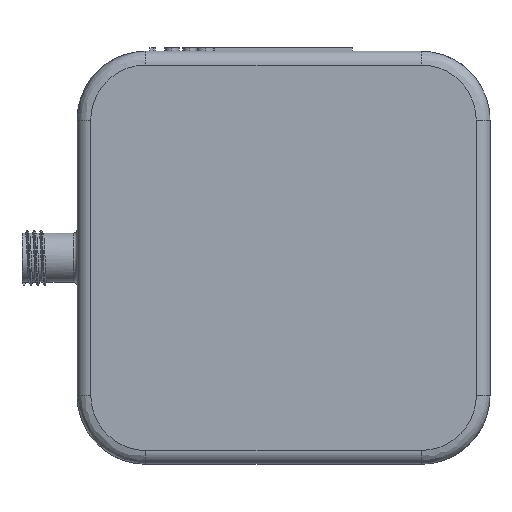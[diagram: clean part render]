
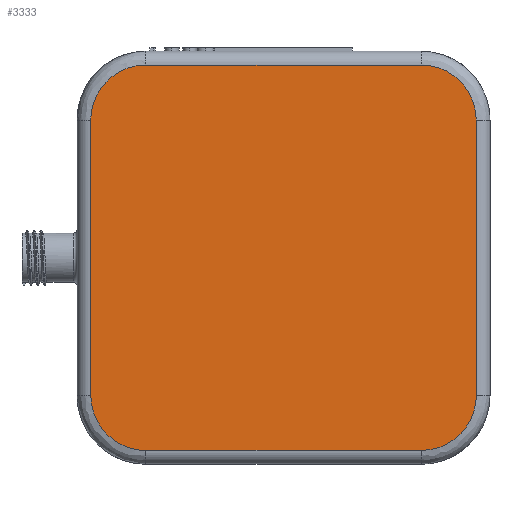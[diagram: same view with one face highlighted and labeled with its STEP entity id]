
A CAD part, front view. The second image highlights one B-rep face of the part: STEP entity #3333.
In plain terms, the highlighted free-form (B-spline) face has degree [1, 1] with [2, 2] control points.
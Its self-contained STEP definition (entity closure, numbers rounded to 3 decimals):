
#3302 = VERTEX_POINT('',#3303);
#3303 = CARTESIAN_POINT('',(514.154,670.55,
    1058.527));
#3309 = EDGE_CURVE('',#3310,#3302,#3312,.T.);
#3310 = VERTEX_POINT('',#3311);
#3311 = CARTESIAN_POINT('',(507.508,670.55,
    1065.173));
#3312 = ( BOUNDED_CURVE() B_SPLINE_CURVE(2,(#3313,#3314,#3315),
.UNSPECIFIED.,.F.,.F.) B_SPLINE_CURVE_WITH_KNOTS((3,3),(4.712,
6.283),.PIECEWISE_BEZIER_KNOTS.) CURVE() 
GEOMETRIC_REPRESENTATION_ITEM() RATIONAL_B_SPLINE_CURVE((1.,
0.707,1.)) REPRESENTATION_ITEM('') );
#3313 = CARTESIAN_POINT('',(507.508,670.55,
    1065.173));
#3314 = CARTESIAN_POINT('',(507.508,670.55,
    1058.527));
#3315 = CARTESIAN_POINT('',(514.154,670.55,
    1058.527));
#3333 = ADVANCED_FACE('',(#3334),#3387,.T.);
#3334 = FACE_BOUND('',#3335,.T.);
#3335 = EDGE_LOOP('',(#3336,#3345,#3353,#3360,#3368,#3373,#3374,#3381));
#3336 = ORIENTED_EDGE('',*,*,#3337,.T.);
#3337 = EDGE_CURVE('',#3338,#3340,#3342,.T.);
#3338 = VERTEX_POINT('',#3339);
#3339 = CARTESIAN_POINT('',(554.029,670.55,
    1065.173));
#3340 = VERTEX_POINT('',#3341);
#3341 = CARTESIAN_POINT('',(554.029,670.55,
    1098.402));
#3342 = B_SPLINE_CURVE_WITH_KNOTS('',1,(#3343,#3344),.UNSPECIFIED.,.F.,
  .F.,(2,2),(-40.,0.),.PIECEWISE_BEZIER_KNOTS.);
#3343 = CARTESIAN_POINT('',(554.029,670.55,
    1065.173));
#3344 = CARTESIAN_POINT('',(554.029,670.55,
    1098.402));
#3345 = ORIENTED_EDGE('',*,*,#3346,.T.);
#3346 = EDGE_CURVE('',#3340,#3347,#3349,.T.);
#3347 = VERTEX_POINT('',#3348);
#3348 = CARTESIAN_POINT('',(547.383,670.55,
    1105.048));
#3349 = ( BOUNDED_CURVE() B_SPLINE_CURVE(2,(#3350,#3351,#3352),
.UNSPECIFIED.,.F.,.F.) B_SPLINE_CURVE_WITH_KNOTS((3,3),(1.571,
3.142),.PIECEWISE_BEZIER_KNOTS.) CURVE() 
GEOMETRIC_REPRESENTATION_ITEM() RATIONAL_B_SPLINE_CURVE((1.,
0.707,1.)) REPRESENTATION_ITEM('') );
#3350 = CARTESIAN_POINT('',(554.029,670.55,
    1098.402));
#3351 = CARTESIAN_POINT('',(554.029,670.55,
    1105.048));
#3352 = CARTESIAN_POINT('',(547.383,670.55,
    1105.048));
#3353 = ORIENTED_EDGE('',*,*,#3354,.T.);
#3354 = EDGE_CURVE('',#3347,#3355,#3357,.T.);
#3355 = VERTEX_POINT('',#3356);
#3356 = CARTESIAN_POINT('',(514.154,670.55,
    1105.048));
#3357 = B_SPLINE_CURVE_WITH_KNOTS('',1,(#3358,#3359),.UNSPECIFIED.,.F.,
  .F.,(2,2),(-40.,-0.),.PIECEWISE_BEZIER_KNOTS.);
#3358 = CARTESIAN_POINT('',(547.383,670.55,
    1105.048));
#3359 = CARTESIAN_POINT('',(514.154,670.55,
    1105.048));
#3360 = ORIENTED_EDGE('',*,*,#3361,.T.);
#3361 = EDGE_CURVE('',#3355,#3362,#3364,.T.);
#3362 = VERTEX_POINT('',#3363);
#3363 = CARTESIAN_POINT('',(507.508,670.55,
    1098.402));
#3364 = ( BOUNDED_CURVE() B_SPLINE_CURVE(2,(#3365,#3366,#3367),
.UNSPECIFIED.,.F.,.F.) B_SPLINE_CURVE_WITH_KNOTS((3,3),(3.142,
4.712),.PIECEWISE_BEZIER_KNOTS.) CURVE() 
GEOMETRIC_REPRESENTATION_ITEM() RATIONAL_B_SPLINE_CURVE((1.,
0.707,1.)) REPRESENTATION_ITEM('') );
#3365 = CARTESIAN_POINT('',(514.154,670.55,
    1105.048));
#3366 = CARTESIAN_POINT('',(507.508,670.55,
    1105.048));
#3367 = CARTESIAN_POINT('',(507.508,670.55,
    1098.402));
#3368 = ORIENTED_EDGE('',*,*,#3369,.T.);
#3369 = EDGE_CURVE('',#3362,#3310,#3370,.T.);
#3370 = B_SPLINE_CURVE_WITH_KNOTS('',1,(#3371,#3372),.UNSPECIFIED.,.F.,
  .F.,(2,2),(-40.,-0.),.PIECEWISE_BEZIER_KNOTS.);
#3371 = CARTESIAN_POINT('',(507.508,670.55,
    1098.402));
#3372 = CARTESIAN_POINT('',(507.508,670.55,
    1065.173));
#3373 = ORIENTED_EDGE('',*,*,#3309,.T.);
#3374 = ORIENTED_EDGE('',*,*,#3375,.T.);
#3375 = EDGE_CURVE('',#3302,#3376,#3378,.T.);
#3376 = VERTEX_POINT('',#3377);
#3377 = CARTESIAN_POINT('',(547.383,670.55,
    1058.527));
#3378 = B_SPLINE_CURVE_WITH_KNOTS('',1,(#3379,#3380),.UNSPECIFIED.,.F.,
  .F.,(2,2),(-40.,0.),.PIECEWISE_BEZIER_KNOTS.);
#3379 = CARTESIAN_POINT('',(514.154,670.55,
    1058.527));
#3380 = CARTESIAN_POINT('',(547.383,670.55,
    1058.527));
#3381 = ORIENTED_EDGE('',*,*,#3382,.T.);
#3382 = EDGE_CURVE('',#3376,#3338,#3383,.T.);
#3383 = ( BOUNDED_CURVE() B_SPLINE_CURVE(2,(#3384,#3385,#3386),
.UNSPECIFIED.,.F.,.F.) B_SPLINE_CURVE_WITH_KNOTS((3,3),(0.,
1.571),.PIECEWISE_BEZIER_KNOTS.) CURVE() 
GEOMETRIC_REPRESENTATION_ITEM() RATIONAL_B_SPLINE_CURVE((1.,
0.707,1.)) REPRESENTATION_ITEM('') );
#3384 = CARTESIAN_POINT('',(547.383,670.55,
    1058.527));
#3385 = CARTESIAN_POINT('',(554.029,670.55,
    1058.527));
#3386 = CARTESIAN_POINT('',(554.029,670.55,
    1065.173));
#3387 = B_SPLINE_SURFACE_WITH_KNOTS('',1,1,(
    (#3388,#3389)
    ,(#3390,#3391
    )),.UNSPECIFIED.,.F.,.F.,.F.,(2,2),(2,2),(-48.,8.),(-48.,8.),
  .PIECEWISE_BEZIER_KNOTS.);
#3388 = CARTESIAN_POINT('',(507.508,670.55,
    1105.048));
#3389 = CARTESIAN_POINT('',(554.029,670.55,
    1105.048));
#3390 = CARTESIAN_POINT('',(507.508,670.55,
    1058.527));
#3391 = CARTESIAN_POINT('',(554.029,670.55,
    1058.527));
